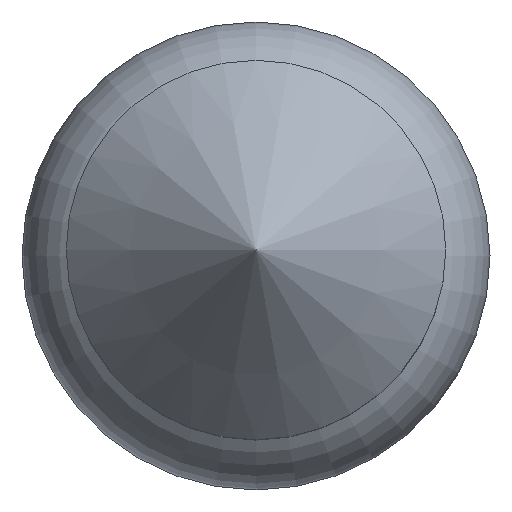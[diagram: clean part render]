
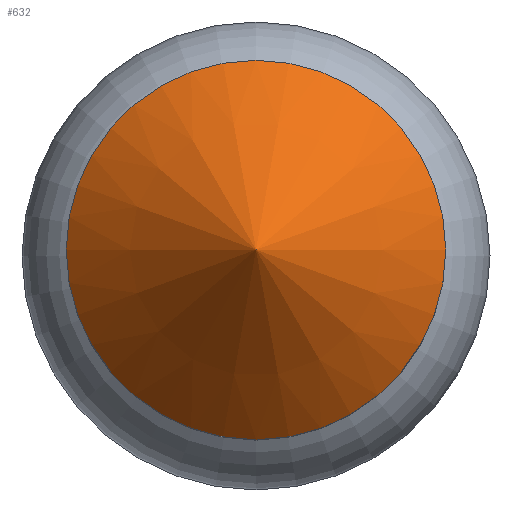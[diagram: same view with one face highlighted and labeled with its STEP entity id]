
A CAD part, top view. The second image highlights one B-rep face of the part: STEP entity #632.
In plain terms, the highlighted conical face has half-angle 45 degrees and reference radius 0.9 mm.
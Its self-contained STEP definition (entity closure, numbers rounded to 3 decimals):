
#548 = EDGE_CURVE('',#549,#549,#551,.T.);
#549 = VERTEX_POINT('',#550);
#550 = CARTESIAN_POINT('',(0.45,0.,16.1));
#551 = SURFACE_CURVE('',#552,(#557,#569),.PCURVE_S1.);
#552 = CIRCLE('',#553,0.45);
#553 = AXIS2_PLACEMENT_3D('',#554,#555,#556);
#554 = CARTESIAN_POINT('',(0.,0.,16.1));
#555 = DIRECTION('',(-0.,0.,1.));
#556 = DIRECTION('',(0.,-1.,0.));
#557 = PCURVE('',#558,#563);
#558 = CYLINDRICAL_SURFACE('',#559,0.45);
#559 = AXIS2_PLACEMENT_3D('',#560,#561,#562);
#560 = CARTESIAN_POINT('',(0.,0.,15.65));
#561 = DIRECTION('',(0.,0.,1.));
#562 = DIRECTION('',(1.,0.,0.));
#563 = DEFINITIONAL_REPRESENTATION('',(#564),#568);
#564 = LINE('',#565,#566);
#565 = CARTESIAN_POINT('',(-1.571,0.45));
#566 = VECTOR('',#567,1.);
#567 = DIRECTION('',(1.,0.));
#568 = ( GEOMETRIC_REPRESENTATION_CONTEXT(2) 
PARAMETRIC_REPRESENTATION_CONTEXT() REPRESENTATION_CONTEXT('2D SPACE',''
  ) );
#569 = PCURVE('',#570,#575);
#570 = CONICAL_SURFACE('',#571,0.9,0.785);
#571 = AXIS2_PLACEMENT_3D('',#572,#573,#574);
#572 = CARTESIAN_POINT('',(0.,0.,15.65));
#573 = DIRECTION('',(-0.,-0.,-1.));
#574 = DIRECTION('',(1.,0.,0.));
#575 = DEFINITIONAL_REPRESENTATION('',(#576),#580);
#576 = LINE('',#577,#578);
#577 = CARTESIAN_POINT('',(1.571,-0.45));
#578 = VECTOR('',#579,1.);
#579 = DIRECTION('',(-1.,-0.));
#580 = ( GEOMETRIC_REPRESENTATION_CONTEXT(2) 
PARAMETRIC_REPRESENTATION_CONTEXT() REPRESENTATION_CONTEXT('2D SPACE',''
  ) );
#632 = ADVANCED_FACE('',(#633),#570,.T.);
#633 = FACE_BOUND('',#634,.T.);
#634 = EDGE_LOOP('',(#635,#658,#659));
#635 = ORIENTED_EDGE('',*,*,#636,.T.);
#636 = EDGE_CURVE('',#549,#637,#639,.T.);
#637 = VERTEX_POINT('',#638);
#638 = CARTESIAN_POINT('',(0.,0.,16.55));
#639 = SEAM_CURVE('',#640,(#644,#651),.PCURVE_S1.);
#640 = LINE('',#641,#642);
#641 = CARTESIAN_POINT('',(0.9,0.,15.65));
#642 = VECTOR('',#643,1.);
#643 = DIRECTION('',(-0.707,0.,0.707)
  );
#644 = PCURVE('',#570,#645);
#645 = DEFINITIONAL_REPRESENTATION('',(#646),#650);
#646 = LINE('',#647,#648);
#647 = CARTESIAN_POINT('',(-6.283,0.));
#648 = VECTOR('',#649,1.);
#649 = DIRECTION('',(-0.,-1.));
#650 = ( GEOMETRIC_REPRESENTATION_CONTEXT(2) 
PARAMETRIC_REPRESENTATION_CONTEXT() REPRESENTATION_CONTEXT('2D SPACE',''
  ) );
#651 = PCURVE('',#570,#652);
#652 = DEFINITIONAL_REPRESENTATION('',(#653),#657);
#653 = LINE('',#654,#655);
#654 = CARTESIAN_POINT('',(0.,-0.));
#655 = VECTOR('',#656,1.);
#656 = DIRECTION('',(-0.,-1.));
#657 = ( GEOMETRIC_REPRESENTATION_CONTEXT(2) 
PARAMETRIC_REPRESENTATION_CONTEXT() REPRESENTATION_CONTEXT('2D SPACE',''
  ) );
#658 = ORIENTED_EDGE('',*,*,#636,.F.);
#659 = ORIENTED_EDGE('',*,*,#548,.T.);
